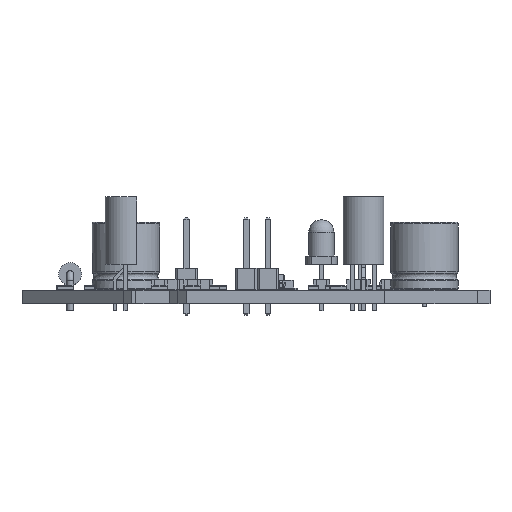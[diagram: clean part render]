
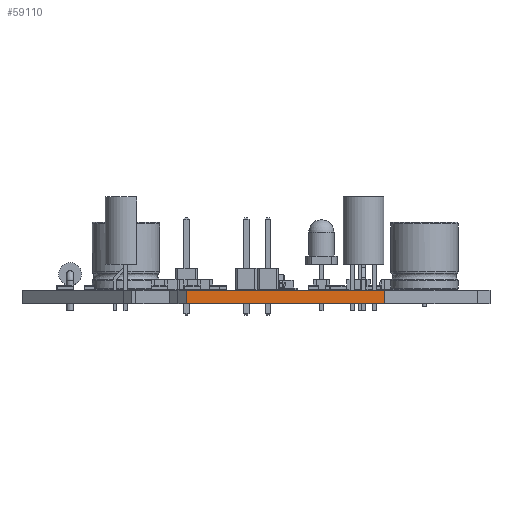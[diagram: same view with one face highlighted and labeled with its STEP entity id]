
A CAD part, front view. The second image highlights one B-rep face of the part: STEP entity #59110.
In plain terms, the highlighted planar face has unit normal (0, -1, 0).
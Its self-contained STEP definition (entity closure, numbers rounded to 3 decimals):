
#36089 = PLANE('',#36090);
#36090 = AXIS2_PLACEMENT_3D('',#36091,#36092,#36093);
#36091 = CARTESIAN_POINT('',(142.975,-100.516,1.6));
#36092 = DIRECTION('',(-0.,-0.,-1.));
#36093 = DIRECTION('',(-1.,0.,0.));
#36143 = PLANE('',#36144);
#36144 = AXIS2_PLACEMENT_3D('',#36145,#36146,#36147);
#36145 = CARTESIAN_POINT('',(142.975,-100.516,0.));
#36146 = DIRECTION('',(-0.,-0.,-1.));
#36147 = DIRECTION('',(-1.,0.,0.));
#36784 = VERTEX_POINT('',#36785);
#36785 = CARTESIAN_POINT('',(158.,-152.,0.));
#36799 = PLANE('',#36800);
#36800 = AXIS2_PLACEMENT_3D('',#36801,#36802,#36803);
#36801 = CARTESIAN_POINT('',(169.,-141.,0.));
#36802 = DIRECTION('',(0.707,-0.707,0.));
#36803 = DIRECTION('',(-0.707,-0.707,0.));
#36811 = EDGE_CURVE('',#36784,#36812,#36814,.T.);
#36812 = VERTEX_POINT('',#36813);
#36813 = CARTESIAN_POINT('',(134.5,-152.,0.));
#36814 = SURFACE_CURVE('',#36815,(#36819,#36826),.PCURVE_S1.);
#36815 = LINE('',#36816,#36817);
#36816 = CARTESIAN_POINT('',(158.,-152.,0.));
#36817 = VECTOR('',#36818,1.);
#36818 = DIRECTION('',(-1.,0.,0.));
#36819 = PCURVE('',#36143,#36820);
#36820 = DEFINITIONAL_REPRESENTATION('',(#36821),#36825);
#36821 = LINE('',#36822,#36823);
#36822 = CARTESIAN_POINT('',(-15.025,-51.484));
#36823 = VECTOR('',#36824,1.);
#36824 = DIRECTION('',(1.,0.));
#36825 = ( GEOMETRIC_REPRESENTATION_CONTEXT(2) 
PARAMETRIC_REPRESENTATION_CONTEXT() REPRESENTATION_CONTEXT('2D SPACE',''
  ) );
#36826 = PCURVE('',#36827,#36832);
#36827 = PLANE('',#36828);
#36828 = AXIS2_PLACEMENT_3D('',#36829,#36830,#36831);
#36829 = CARTESIAN_POINT('',(158.,-152.,0.));
#36830 = DIRECTION('',(0.,-1.,0.));
#36831 = DIRECTION('',(-1.,0.,0.));
#36832 = DEFINITIONAL_REPRESENTATION('',(#36833),#36837);
#36833 = LINE('',#36834,#36835);
#36834 = CARTESIAN_POINT('',(0.,-0.));
#36835 = VECTOR('',#36836,1.);
#36836 = DIRECTION('',(1.,0.));
#36837 = ( GEOMETRIC_REPRESENTATION_CONTEXT(2) 
PARAMETRIC_REPRESENTATION_CONTEXT() REPRESENTATION_CONTEXT('2D SPACE',''
  ) );
#36855 = PLANE('',#36856);
#36856 = AXIS2_PLACEMENT_3D('',#36857,#36858,#36859);
#36857 = CARTESIAN_POINT('',(134.5,-152.,0.));
#36858 = DIRECTION('',(-0.707,-0.707,0.));
#36859 = DIRECTION('',(-0.707,0.707,0.));
#48624 = VERTEX_POINT('',#48625);
#48625 = CARTESIAN_POINT('',(158.,-152.,1.6));
#48646 = EDGE_CURVE('',#48624,#48647,#48649,.T.);
#48647 = VERTEX_POINT('',#48648);
#48648 = CARTESIAN_POINT('',(134.5,-152.,1.6));
#48649 = SURFACE_CURVE('',#48650,(#48654,#48661),.PCURVE_S1.);
#48650 = LINE('',#48651,#48652);
#48651 = CARTESIAN_POINT('',(158.,-152.,1.6));
#48652 = VECTOR('',#48653,1.);
#48653 = DIRECTION('',(-1.,0.,0.));
#48654 = PCURVE('',#36089,#48655);
#48655 = DEFINITIONAL_REPRESENTATION('',(#48656),#48660);
#48656 = LINE('',#48657,#48658);
#48657 = CARTESIAN_POINT('',(-15.025,-51.484));
#48658 = VECTOR('',#48659,1.);
#48659 = DIRECTION('',(1.,0.));
#48660 = ( GEOMETRIC_REPRESENTATION_CONTEXT(2) 
PARAMETRIC_REPRESENTATION_CONTEXT() REPRESENTATION_CONTEXT('2D SPACE',''
  ) );
#48661 = PCURVE('',#36827,#48662);
#48662 = DEFINITIONAL_REPRESENTATION('',(#48663),#48667);
#48663 = LINE('',#48664,#48665);
#48664 = CARTESIAN_POINT('',(0.,-1.6));
#48665 = VECTOR('',#48666,1.);
#48666 = DIRECTION('',(1.,0.));
#48667 = ( GEOMETRIC_REPRESENTATION_CONTEXT(2) 
PARAMETRIC_REPRESENTATION_CONTEXT() REPRESENTATION_CONTEXT('2D SPACE',''
  ) );
#59062 = EDGE_CURVE('',#36784,#48624,#59063,.T.);
#59063 = SURFACE_CURVE('',#59064,(#59068,#59075),.PCURVE_S1.);
#59064 = LINE('',#59065,#59066);
#59065 = CARTESIAN_POINT('',(158.,-152.,0.));
#59066 = VECTOR('',#59067,1.);
#59067 = DIRECTION('',(0.,0.,1.));
#59068 = PCURVE('',#36799,#59069);
#59069 = DEFINITIONAL_REPRESENTATION('',(#59070),#59074);
#59070 = LINE('',#59071,#59072);
#59071 = CARTESIAN_POINT('',(15.556,0.));
#59072 = VECTOR('',#59073,1.);
#59073 = DIRECTION('',(0.,-1.));
#59074 = ( GEOMETRIC_REPRESENTATION_CONTEXT(2) 
PARAMETRIC_REPRESENTATION_CONTEXT() REPRESENTATION_CONTEXT('2D SPACE',''
  ) );
#59075 = PCURVE('',#36827,#59076);
#59076 = DEFINITIONAL_REPRESENTATION('',(#59077),#59081);
#59077 = LINE('',#59078,#59079);
#59078 = CARTESIAN_POINT('',(0.,-0.));
#59079 = VECTOR('',#59080,1.);
#59080 = DIRECTION('',(0.,-1.));
#59081 = ( GEOMETRIC_REPRESENTATION_CONTEXT(2) 
PARAMETRIC_REPRESENTATION_CONTEXT() REPRESENTATION_CONTEXT('2D SPACE',''
  ) );
#59110 = ADVANCED_FACE('',(#59111),#36827,.T.);
#59111 = FACE_BOUND('',#59112,.T.);
#59112 = EDGE_LOOP('',(#59113,#59114,#59115,#59136));
#59113 = ORIENTED_EDGE('',*,*,#59062,.T.);
#59114 = ORIENTED_EDGE('',*,*,#48646,.T.);
#59115 = ORIENTED_EDGE('',*,*,#59116,.F.);
#59116 = EDGE_CURVE('',#36812,#48647,#59117,.T.);
#59117 = SURFACE_CURVE('',#59118,(#59122,#59129),.PCURVE_S1.);
#59118 = LINE('',#59119,#59120);
#59119 = CARTESIAN_POINT('',(134.5,-152.,0.));
#59120 = VECTOR('',#59121,1.);
#59121 = DIRECTION('',(0.,0.,1.));
#59122 = PCURVE('',#36827,#59123);
#59123 = DEFINITIONAL_REPRESENTATION('',(#59124),#59128);
#59124 = LINE('',#59125,#59126);
#59125 = CARTESIAN_POINT('',(23.5,0.));
#59126 = VECTOR('',#59127,1.);
#59127 = DIRECTION('',(0.,-1.));
#59128 = ( GEOMETRIC_REPRESENTATION_CONTEXT(2) 
PARAMETRIC_REPRESENTATION_CONTEXT() REPRESENTATION_CONTEXT('2D SPACE',''
  ) );
#59129 = PCURVE('',#36855,#59130);
#59130 = DEFINITIONAL_REPRESENTATION('',(#59131),#59135);
#59131 = LINE('',#59132,#59133);
#59132 = CARTESIAN_POINT('',(0.,0.));
#59133 = VECTOR('',#59134,1.);
#59134 = DIRECTION('',(0.,-1.));
#59135 = ( GEOMETRIC_REPRESENTATION_CONTEXT(2) 
PARAMETRIC_REPRESENTATION_CONTEXT() REPRESENTATION_CONTEXT('2D SPACE',''
  ) );
#59136 = ORIENTED_EDGE('',*,*,#36811,.F.);
